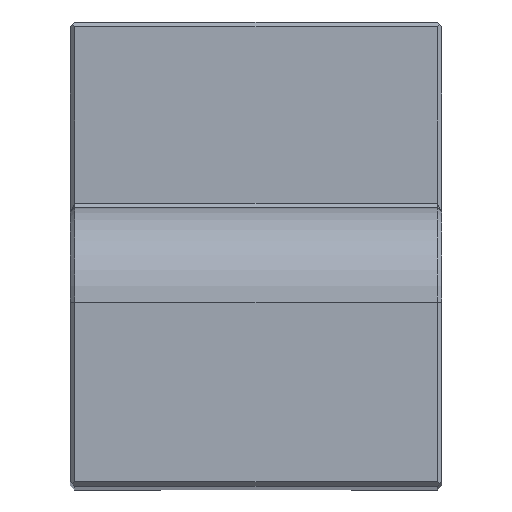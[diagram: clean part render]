
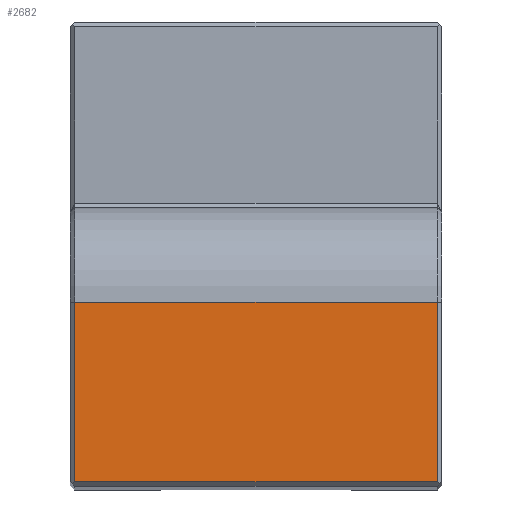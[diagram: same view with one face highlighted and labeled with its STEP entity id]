
A CAD part, top view. The second image highlights one B-rep face of the part: STEP entity #2682.
In plain terms, the highlighted planar face has unit normal (0, 0, 1).
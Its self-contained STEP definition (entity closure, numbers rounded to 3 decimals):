
#101 = PLANE('',#102);
#102 = AXIS2_PLACEMENT_3D('',#103,#104,#105);
#103 = CARTESIAN_POINT('',(148.25,-60.1,-520.75));
#104 = DIRECTION('',(-0.707,0.,0.707));
#105 = DIRECTION('',(0.707,0.,0.707));
#433 = CYLINDRICAL_SURFACE('',#434,10.2);
#434 = AXIS2_PLACEMENT_3D('',#435,#436,#437);
#435 = CARTESIAN_POINT('',(168.,-50.2,-530.7));
#436 = DIRECTION('',(-1.,0.,0.));
#437 = DIRECTION('',(0.,0.,-1.));
#2212 = PLANE('',#2213);
#2213 = AXIS2_PLACEMENT_3D('',#2214,#2215,#2216);
#2214 = CARTESIAN_POINT('',(158.,-69.75,-520.75));
#2215 = DIRECTION('',(0.,-0.707,0.707));
#2216 = DIRECTION('',(0.,-0.707,-0.707));
#2559 = EDGE_CURVE('',#2560,#2562,#2564,.T.);
#2560 = VERTEX_POINT('',#2561);
#2561 = CARTESIAN_POINT('',(148.5,-69.5,-520.5));
#2562 = VERTEX_POINT('',#2563);
#2563 = CARTESIAN_POINT('',(187.5,-69.5,-520.5));
#2564 = SURFACE_CURVE('',#2565,(#2569,#2576),.PCURVE_S1.);
#2565 = LINE('',#2566,#2567);
#2566 = CARTESIAN_POINT('',(148.5,-69.5,-520.5));
#2567 = VECTOR('',#2568,1.);
#2568 = DIRECTION('',(1.,0.,0.));
#2569 = PCURVE('',#2212,#2570);
#2570 = DEFINITIONAL_REPRESENTATION('',(#2571),#2575);
#2571 = LINE('',#2572,#2573);
#2572 = CARTESIAN_POINT('',(-0.354,-9.5));
#2573 = VECTOR('',#2574,1.);
#2574 = DIRECTION('',(0.,1.));
#2575 = ( GEOMETRIC_REPRESENTATION_CONTEXT(2) 
PARAMETRIC_REPRESENTATION_CONTEXT() REPRESENTATION_CONTEXT('2D SPACE',''
  ) );
#2576 = PCURVE('',#2577,#2582);
#2577 = PLANE('',#2578);
#2578 = AXIS2_PLACEMENT_3D('',#2579,#2580,#2581);
#2579 = CARTESIAN_POINT('',(168.,-70.,-520.5));
#2580 = DIRECTION('',(0.,0.,1.));
#2581 = DIRECTION('',(0.,1.,0.));
#2582 = DEFINITIONAL_REPRESENTATION('',(#2583),#2587);
#2583 = LINE('',#2584,#2585);
#2584 = CARTESIAN_POINT('',(0.5,19.5));
#2585 = VECTOR('',#2586,1.);
#2586 = DIRECTION('',(0.,-1.));
#2587 = ( GEOMETRIC_REPRESENTATION_CONTEXT(2) 
PARAMETRIC_REPRESENTATION_CONTEXT() REPRESENTATION_CONTEXT('2D SPACE',''
  ) );
#2605 = PLANE('',#2606);
#2606 = AXIS2_PLACEMENT_3D('',#2607,#2608,#2609);
#2607 = CARTESIAN_POINT('',(187.75,-60.1,-520.75));
#2608 = DIRECTION('',(-0.707,0.,-0.707));
#2609 = DIRECTION('',(-0.707,0.,0.707));
#2682 = ADVANCED_FACE('',(#2683),#2577,.T.);
#2683 = FACE_BOUND('',#2684,.F.);
#2684 = EDGE_LOOP('',(#2685,#2710,#2731,#2732));
#2685 = ORIENTED_EDGE('',*,*,#2686,.F.);
#2686 = EDGE_CURVE('',#2687,#2689,#2691,.T.);
#2687 = VERTEX_POINT('',#2688);
#2688 = CARTESIAN_POINT('',(187.5,-50.2,-520.5));
#2689 = VERTEX_POINT('',#2690);
#2690 = CARTESIAN_POINT('',(148.5,-50.2,-520.5));
#2691 = SURFACE_CURVE('',#2692,(#2696,#2703),.PCURVE_S1.);
#2692 = LINE('',#2693,#2694);
#2693 = CARTESIAN_POINT('',(187.5,-50.2,
    -520.5));
#2694 = VECTOR('',#2695,1.);
#2695 = DIRECTION('',(-1.,0.,0.));
#2696 = PCURVE('',#2577,#2697);
#2697 = DEFINITIONAL_REPRESENTATION('',(#2698),#2702);
#2698 = LINE('',#2699,#2700);
#2699 = CARTESIAN_POINT('',(19.8,-19.5));
#2700 = VECTOR('',#2701,1.);
#2701 = DIRECTION('',(0.,1.));
#2702 = ( GEOMETRIC_REPRESENTATION_CONTEXT(2) 
PARAMETRIC_REPRESENTATION_CONTEXT() REPRESENTATION_CONTEXT('2D SPACE',''
  ) );
#2703 = PCURVE('',#433,#2704);
#2704 = DEFINITIONAL_REPRESENTATION('',(#2705),#2709);
#2705 = LINE('',#2706,#2707);
#2706 = CARTESIAN_POINT('',(3.142,-19.5));
#2707 = VECTOR('',#2708,1.);
#2708 = DIRECTION('',(0.,1.));
#2709 = ( GEOMETRIC_REPRESENTATION_CONTEXT(2) 
PARAMETRIC_REPRESENTATION_CONTEXT() REPRESENTATION_CONTEXT('2D SPACE',''
  ) );
#2710 = ORIENTED_EDGE('',*,*,#2711,.F.);
#2711 = EDGE_CURVE('',#2562,#2687,#2712,.T.);
#2712 = SURFACE_CURVE('',#2713,(#2717,#2724),.PCURVE_S1.);
#2713 = LINE('',#2714,#2715);
#2714 = CARTESIAN_POINT('',(187.5,-69.5,-520.5));
#2715 = VECTOR('',#2716,1.);
#2716 = DIRECTION('',(0.,1.,0.));
#2717 = PCURVE('',#2577,#2718);
#2718 = DEFINITIONAL_REPRESENTATION('',(#2719),#2723);
#2719 = LINE('',#2720,#2721);
#2720 = CARTESIAN_POINT('',(0.5,-19.5));
#2721 = VECTOR('',#2722,1.);
#2722 = DIRECTION('',(1.,0.));
#2723 = ( GEOMETRIC_REPRESENTATION_CONTEXT(2) 
PARAMETRIC_REPRESENTATION_CONTEXT() REPRESENTATION_CONTEXT('2D SPACE',''
  ) );
#2724 = PCURVE('',#2605,#2725);
#2725 = DEFINITIONAL_REPRESENTATION('',(#2726),#2730);
#2726 = LINE('',#2727,#2728);
#2727 = CARTESIAN_POINT('',(0.354,-9.4));
#2728 = VECTOR('',#2729,1.);
#2729 = DIRECTION('',(0.,1.));
#2730 = ( GEOMETRIC_REPRESENTATION_CONTEXT(2) 
PARAMETRIC_REPRESENTATION_CONTEXT() REPRESENTATION_CONTEXT('2D SPACE',''
  ) );
#2731 = ORIENTED_EDGE('',*,*,#2559,.F.);
#2732 = ORIENTED_EDGE('',*,*,#2733,.T.);
#2733 = EDGE_CURVE('',#2560,#2689,#2734,.T.);
#2734 = SURFACE_CURVE('',#2735,(#2739,#2746),.PCURVE_S1.);
#2735 = LINE('',#2736,#2737);
#2736 = CARTESIAN_POINT('',(148.5,-69.5,-520.5));
#2737 = VECTOR('',#2738,1.);
#2738 = DIRECTION('',(0.,1.,0.));
#2739 = PCURVE('',#2577,#2740);
#2740 = DEFINITIONAL_REPRESENTATION('',(#2741),#2745);
#2741 = LINE('',#2742,#2743);
#2742 = CARTESIAN_POINT('',(0.5,19.5));
#2743 = VECTOR('',#2744,1.);
#2744 = DIRECTION('',(1.,0.));
#2745 = ( GEOMETRIC_REPRESENTATION_CONTEXT(2) 
PARAMETRIC_REPRESENTATION_CONTEXT() REPRESENTATION_CONTEXT('2D SPACE',''
  ) );
#2746 = PCURVE('',#101,#2747);
#2747 = DEFINITIONAL_REPRESENTATION('',(#2748),#2752);
#2748 = LINE('',#2749,#2750);
#2749 = CARTESIAN_POINT('',(0.354,-9.4));
#2750 = VECTOR('',#2751,1.);
#2751 = DIRECTION('',(0.,1.));
#2752 = ( GEOMETRIC_REPRESENTATION_CONTEXT(2) 
PARAMETRIC_REPRESENTATION_CONTEXT() REPRESENTATION_CONTEXT('2D SPACE',''
  ) );
